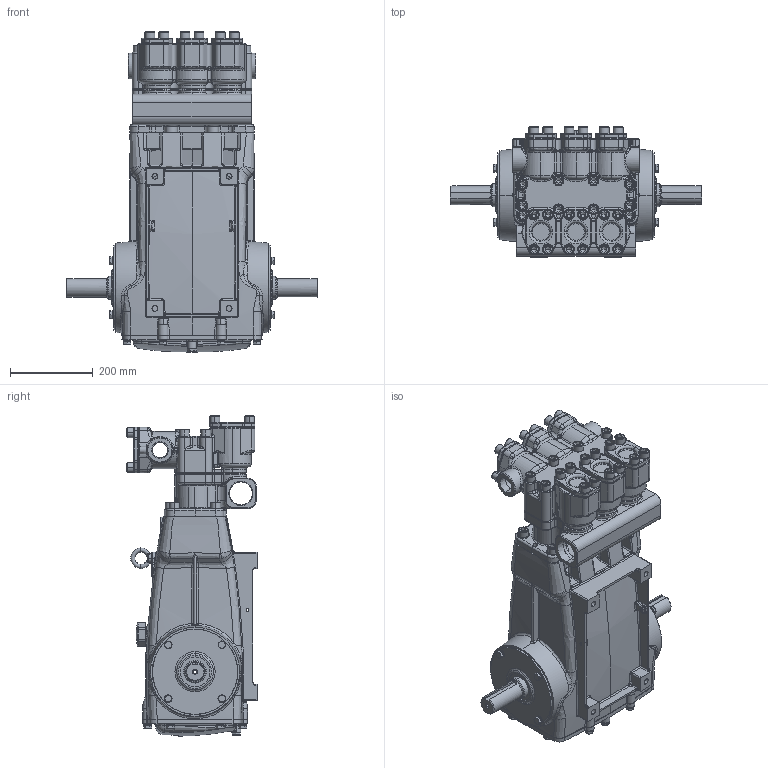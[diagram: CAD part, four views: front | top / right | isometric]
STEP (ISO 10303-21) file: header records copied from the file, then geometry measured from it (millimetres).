
FILE_DESCRIPTION (( 'STEP AP203' ), '1' );
FILE_NAME ('67070.STEP', '2022-06-01T19:47:23', ( '' ), ( '' ), 'SwSTEP 2.0', 'SolidWorks 2021', '' );
FILE_SCHEMA (( 'CONFIG_CONTROL_DESIGN' ));
Products named in the file (1): 67070
Bounding box: 610 x 314.9 x 775.86 mm (x, y, z)
Surface area: 1557651.8 mm2 (no closed solid volume)
Topology: 0 solids, 141 shells, 3098 faces, 8828 edges, 5564 vertices
Faces by surface type: plane 896, cylinder 824, bspline 584, cone 370, torus 334, sphere 90
Entity records: 135181 total; most frequent: CARTESIAN_POINT 59829, DIRECTION 15519, ORIENTED_EDGE 15155, EDGE_CURVE 8666, AXIS2_PLACEMENT_3D 6154, VERTEX_POINT 5541, CIRCLE 3639, EDGE_LOOP 3379
